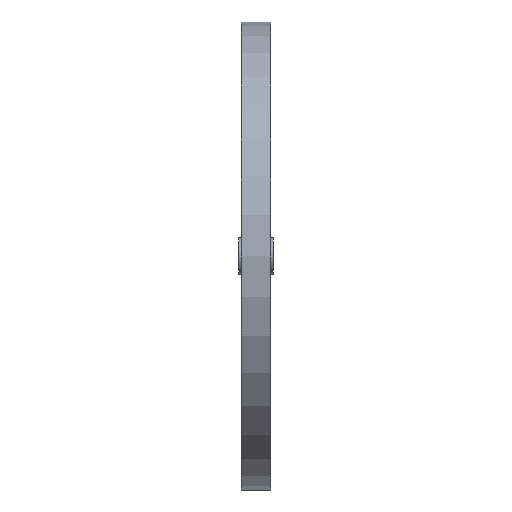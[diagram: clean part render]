
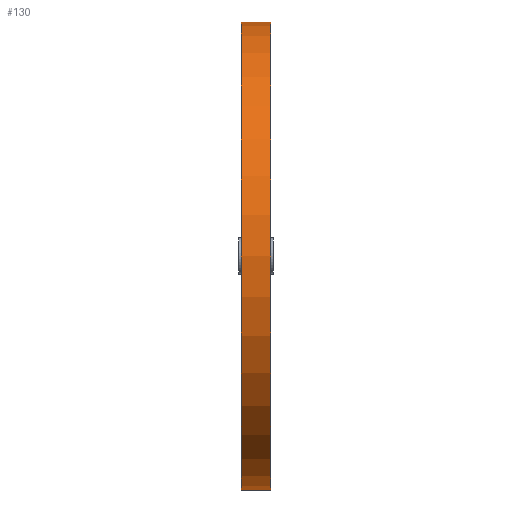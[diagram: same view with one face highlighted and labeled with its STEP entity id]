
A CAD part, front view. The second image highlights one B-rep face of the part: STEP entity #130.
In plain terms, the highlighted cylindrical face has radius 101 mm (diameter 202 mm), a partial arc.
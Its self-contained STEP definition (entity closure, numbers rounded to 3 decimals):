
#4 = LINE ( 'NONE', #603, #192 ) ;
#85 = EDGE_CURVE ( 'NONE', #193, #501, #340, .T. ) ;
#117 = CIRCLE ( 'NONE', #767, 101. ) ;
#130 = ADVANCED_FACE ( 'NONE', ( #206 ), #394, .T. ) ;
#135 = DIRECTION ( 'NONE',  ( 1., 0., 0. ) ) ;
#139 = EDGE_CURVE ( 'NONE', #911, #501, #4, .T. ) ;
#151 = CARTESIAN_POINT ( 'NONE',  ( 6.375, 0., 0. ) ) ;
#192 = VECTOR ( 'NONE', #211, 1000. ) ;
#193 = VERTEX_POINT ( 'NONE', #423 ) ;
#195 = DIRECTION ( 'NONE',  ( 0., 0., 1. ) ) ;
#206 = FACE_OUTER_BOUND ( 'NONE', #240, .T. ) ;
#211 = DIRECTION ( 'NONE',  ( -1., 0., 0. ) ) ;
#240 = EDGE_LOOP ( 'NONE', ( #897, #892, #646, #318 ) ) ;
#318 = ORIENTED_EDGE ( 'NONE', *, *, #85, .T. ) ;
#340 = CIRCLE ( 'NONE', #727, 101. ) ;
#350 = CARTESIAN_POINT ( 'NONE',  ( 6.375, 0., 101. ) ) ;
#376 = DIRECTION ( 'NONE',  ( 0., 0., -1. ) ) ;
#394 = CYLINDRICAL_SURFACE ( 'NONE', #747, 101. ) ;
#398 = CARTESIAN_POINT ( 'NONE',  ( 6.375, 0., 101. ) ) ;
#423 = CARTESIAN_POINT ( 'NONE',  ( -6.375, 0., 101. ) ) ;
#430 = CARTESIAN_POINT ( 'NONE',  ( -6.375, 0., 0. ) ) ;
#501 = VERTEX_POINT ( 'NONE', #1007 ) ;
#577 = VECTOR ( 'NONE', #1004, 1000. ) ;
#595 = EDGE_CURVE ( 'NONE', #921, #193, #1002, .T. ) ;
#603 = CARTESIAN_POINT ( 'NONE',  ( 6.375, 0., -101. ) ) ;
#646 = ORIENTED_EDGE ( 'NONE', *, *, #595, .T. ) ;
#653 = EDGE_CURVE ( 'NONE', #921, #911, #117, .T. ) ;
#670 = CARTESIAN_POINT ( 'NONE',  ( 6.375, 0., 0. ) ) ;
#727 = AXIS2_PLACEMENT_3D ( 'NONE', #430, #755, #823 ) ;
#747 = AXIS2_PLACEMENT_3D ( 'NONE', #670, #981, #195 ) ;
#755 = DIRECTION ( 'NONE',  ( 1., 0., 0. ) ) ;
#767 = AXIS2_PLACEMENT_3D ( 'NONE', #151, #135, #376 ) ;
#823 = DIRECTION ( 'NONE',  ( 0., 0., -1. ) ) ;
#869 = CARTESIAN_POINT ( 'NONE',  ( 6.375, 0., -101. ) ) ;
#892 = ORIENTED_EDGE ( 'NONE', *, *, #653, .F. ) ;
#897 = ORIENTED_EDGE ( 'NONE', *, *, #139, .F. ) ;
#911 = VERTEX_POINT ( 'NONE', #869 ) ;
#921 = VERTEX_POINT ( 'NONE', #398 ) ;
#981 = DIRECTION ( 'NONE',  ( -1., 0., 0. ) ) ;
#1002 = LINE ( 'NONE', #350, #577 ) ;
#1004 = DIRECTION ( 'NONE',  ( -1., 0., 0. ) ) ;
#1007 = CARTESIAN_POINT ( 'NONE',  ( -6.375, 0., -101. ) ) ;
